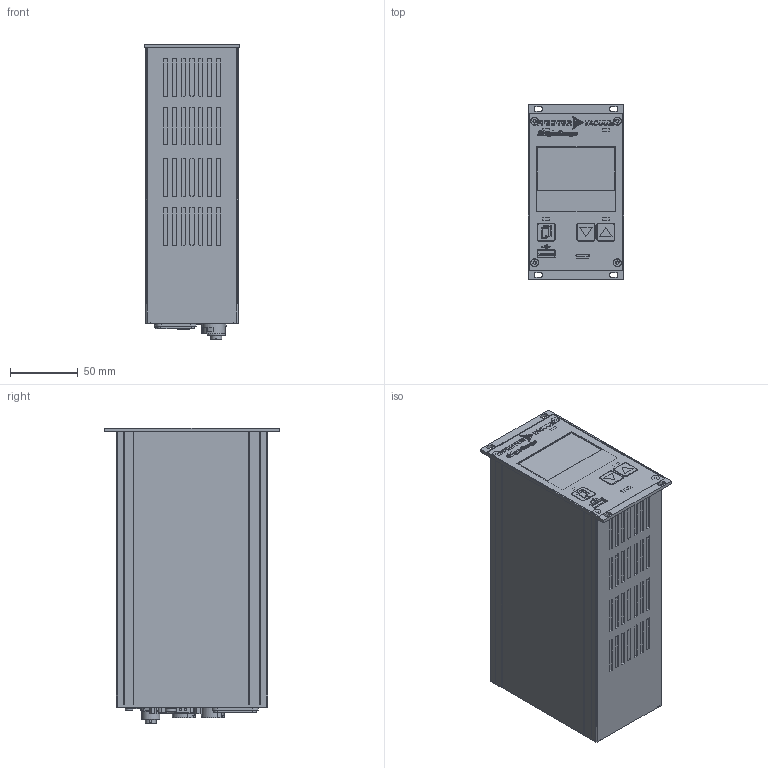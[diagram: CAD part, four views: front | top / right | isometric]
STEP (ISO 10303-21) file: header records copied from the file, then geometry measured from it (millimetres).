
FILE_DESCRIPTION(/* description */ (''),/* implementation_level */ '2;1');
FILE_NAME(/* name */ 'PT900020.stp',/* time_stamp */ '2016-06-07T11:06:31+02:00',/* author */ ('wieth'),/* organization */ (''),/* preprocessor_version */ 'ST-DEVELOPER v15.6',/* originating_system */ 'Autodesk Inventor 2015',/* authorisation */ '');
FILE_SCHEMA (('AUTOMOTIVE_DESIGN { 1 0 10303 214 3 1 1 }'));
Products named in the file (1): PT900020_SW
Bounding box: 70.8 x 128.5 x 218.5 mm (x, y, z)
Volume: 1491967.6 mm3; surface area: 141573.2 mm2
Topology: 1 solids, 20 shells, 4809 faces, 14416 edges, 9656 vertices
Faces by surface type: plane 3090, cylinder 1249, bspline 319, cone 81, torus 45, sphere 25
Full cylindrical faces by diameter (mm): 0.95 x15, 1.1 x4, 2 x2, 2.156 x2, 2.261 x2, 2.3 x1, 2.5 x5, 2.8 x2, 3 x3, 3.2 x2, 3.25 x2, 3.5 x1, 4 x2, 4.3 x2, 5.38 x1, 5.4 x1, 5.6 x11, 6 x10, 7.9 x1, 8 x2, 11 x1, 12 x1, 12.2 x1, 13.5 x1, 14 x2, 14.5 x1, 17 x2, 17.6 x2
Entity records: 188735 total; most frequent: CARTESIAN_POINT 54784, ORIENTED_EDGE 28360, DIRECTION 24715, EDGE_CURVE 14179, LINE 9909, VECTOR 9909, VERTEX_POINT 9563, AXIS2_PLACEMENT_3D 7403
